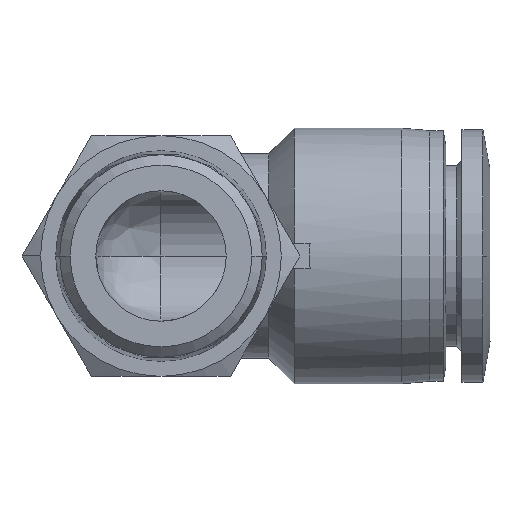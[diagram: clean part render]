
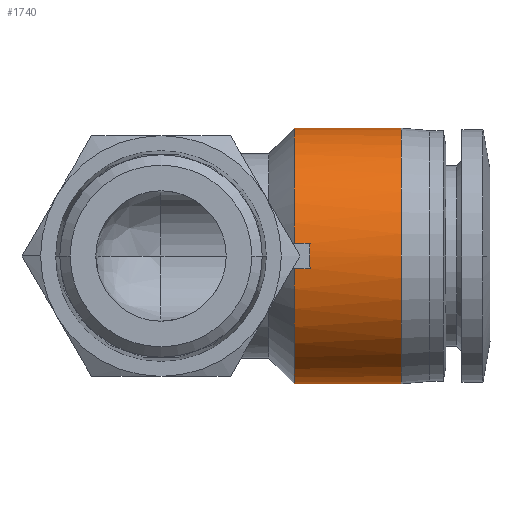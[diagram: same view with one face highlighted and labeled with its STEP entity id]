
A CAD part, front view. The second image highlights one B-rep face of the part: STEP entity #1740.
In plain terms, the highlighted cylindrical face has radius 12.75 mm (diameter 25.5 mm), a partial arc.
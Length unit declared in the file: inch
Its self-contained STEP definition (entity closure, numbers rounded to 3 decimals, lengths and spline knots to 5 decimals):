
#14 = DIRECTION ( 'NONE',  ( 0., 1., 0. ) ) ;
#21 = DIRECTION ( 'NONE',  ( -1., 0., 0. ) ) ;
#52 = EDGE_CURVE ( 'NONE', #1328, #3100, #300, .T. ) ;
#54 = CIRCLE ( 'NONE', #1427, 0.50197 ) ;
#105 = DIRECTION ( 'NONE',  ( -1., 0., 0. ) ) ;
#185 = AXIS2_PLACEMENT_3D ( 'NONE', #1787, #105, #2080 ) ;
#245 = CARTESIAN_POINT ( 'NONE',  ( 0.5851, 0.47683, 0.04921 ) ) ;
#246 = CARTESIAN_POINT ( 'NONE',  ( 0.52362, 0.97638, 0. ) ) ;
#263 = VECTOR ( 'NONE', #2185, 39.37008 ) ;
#300 = LINE ( 'NONE', #2208, #263 ) ;
#371 = CYLINDRICAL_SURFACE ( 'NONE', #3463, 0.50197 ) ;
#460 = CARTESIAN_POINT ( 'NONE',  ( 0.52362, 0.47683, 0.04921 ) ) ;
#501 = CARTESIAN_POINT ( 'NONE',  ( 0.94262, 0.97638, -0.50197 ) ) ;
#522 = VECTOR ( 'NONE', #1989, 39.37008 ) ;
#628 = EDGE_CURVE ( 'NONE', #3204, #2188, #3120, .T. ) ;
#642 = CARTESIAN_POINT ( 'NONE',  ( 0.52362, 0.97638, -0.50197 ) ) ;
#676 =( BOUNDED_CURVE ( )  B_SPLINE_CURVE ( 3, ( #1606, #3259, #3271, #1591 ),
 .UNSPECIFIED., .F., .T. ) 
 B_SPLINE_CURVE_WITH_KNOTS ( ( 4, 4 ),
 ( 3.0434, 3.23979 ),
 .UNSPECIFIED. ) 
 CURVE ( )  GEOMETRIC_REPRESENTATION_ITEM ( )  RATIONAL_B_SPLINE_CURVE ( ( 1., 0.997, 0.997, 1. ) ) 
 REPRESENTATION_ITEM ( '' )  );
#727 = ORIENTED_EDGE ( 'NONE', *, *, #2697, .T. ) ;
#1096 = ORIENTED_EDGE ( 'NONE', *, *, #628, .F. ) ;
#1328 = VERTEX_POINT ( 'NONE', #642 ) ;
#1427 = AXIS2_PLACEMENT_3D ( 'NONE', #3076, #3066, #3041 ) ;
#1484 = EDGE_CURVE ( 'NONE', #1328, #1501, #54, .T. ) ;
#1501 = VERTEX_POINT ( 'NONE', #2606 ) ;
#1591 = CARTESIAN_POINT ( 'NONE',  ( 0.5851, 0.47683, 0.04921 ) ) ;
#1606 = CARTESIAN_POINT ( 'NONE',  ( 0.5851, 0.47683, -0.04921 ) ) ;
#1693 = EDGE_CURVE ( 'NONE', #3017, #3204, #2524, .T. ) ;
#1699 = CARTESIAN_POINT ( 'NONE',  ( 0.48056, 0.47683, -0.04921 ) ) ;
#1740 = ADVANCED_FACE ( 'NONE', ( #2617 ), #371, .T. ) ;
#1742 = ORIENTED_EDGE ( 'NONE', *, *, #1484, .F. ) ;
#1787 = CARTESIAN_POINT ( 'NONE',  ( 0.94262, 0.97638, 0. ) ) ;
#1806 = EDGE_CURVE ( 'NONE', #1858, #1860, #676, .T. ) ;
#1858 = VERTEX_POINT ( 'NONE', #1955 ) ;
#1860 = VERTEX_POINT ( 'NONE', #245 ) ;
#1947 = EDGE_CURVE ( 'NONE', #1858, #1501, #2220, .T. ) ;
#1955 = CARTESIAN_POINT ( 'NONE',  ( 0.5851, 0.47683, -0.04921 ) ) ;
#1989 = DIRECTION ( 'NONE',  ( 1., 0., 0. ) ) ;
#2067 = LINE ( 'NONE', #3097, #522 ) ;
#2080 = DIRECTION ( 'NONE',  ( 0., 0., -1. ) ) ;
#2087 = CARTESIAN_POINT ( 'NONE',  ( 0.52362, 0.97638, 0.50197 ) ) ;
#2124 = AXIS2_PLACEMENT_3D ( 'NONE', #246, #21, #14 ) ;
#2131 = DIRECTION ( 'NONE',  ( 1., 0., 0. ) ) ;
#2139 = VECTOR ( 'NONE', #2850, 39.37008 ) ;
#2185 = DIRECTION ( 'NONE',  ( 1., 0., 0. ) ) ;
#2186 = DIRECTION ( 'NONE',  ( 0., 0., -1. ) ) ;
#2188 = VERTEX_POINT ( 'NONE', #3488 ) ;
#2208 = CARTESIAN_POINT ( 'NONE',  ( 0.73312, 0.97638, -0.50197 ) ) ;
#2220 = LINE ( 'NONE', #1699, #2139 ) ;
#2267 = ORIENTED_EDGE ( 'NONE', *, *, #3536, .T. ) ;
#2406 = CIRCLE ( 'NONE', #185, 0.50197 ) ;
#2479 = DIRECTION ( 'NONE',  ( 1., 0., 0. ) ) ;
#2524 = CIRCLE ( 'NONE', #2124, 0.50197 ) ;
#2606 = CARTESIAN_POINT ( 'NONE',  ( 0.52362, 0.47683, -0.04921 ) ) ;
#2617 = FACE_OUTER_BOUND ( 'NONE', #2728, .T. ) ;
#2670 = ORIENTED_EDGE ( 'NONE', *, *, #52, .T. ) ;
#2673 = CARTESIAN_POINT ( 'NONE',  ( 0.73312, 0.97638, 0.50197 ) ) ;
#2697 = EDGE_CURVE ( 'NONE', #3100, #2188, #2406, .T. ) ;
#2722 = ORIENTED_EDGE ( 'NONE', *, *, #1806, .F. ) ;
#2728 = EDGE_LOOP ( 'NONE', ( #1096, #3310, #2267, #2722, #3331, #1742, #2670, #727 ) ) ;
#2850 = DIRECTION ( 'NONE',  ( -1., 0., 0. ) ) ;
#3017 = VERTEX_POINT ( 'NONE', #460 ) ;
#3041 = DIRECTION ( 'NONE',  ( 0., 1., 0. ) ) ;
#3066 = DIRECTION ( 'NONE',  ( -1., 0., 0. ) ) ;
#3076 = CARTESIAN_POINT ( 'NONE',  ( 0.52362, 0.97638, 0. ) ) ;
#3097 = CARTESIAN_POINT ( 'NONE',  ( 0.73312, 0.47683, 0.04921 ) ) ;
#3100 = VERTEX_POINT ( 'NONE', #501 ) ;
#3120 = LINE ( 'NONE', #2673, #3198 ) ;
#3198 = VECTOR ( 'NONE', #2131, 39.37008 ) ;
#3204 = VERTEX_POINT ( 'NONE', #2087 ) ;
#3226 = CARTESIAN_POINT ( 'NONE',  ( 0.73312, 0.97638, 0. ) ) ;
#3259 = CARTESIAN_POINT ( 'NONE',  ( 0.58187, 0.4736, -0.01646 ) ) ;
#3271 = CARTESIAN_POINT ( 'NONE',  ( 0.58187, 0.4736, 0.01646 ) ) ;
#3310 = ORIENTED_EDGE ( 'NONE', *, *, #1693, .F. ) ;
#3331 = ORIENTED_EDGE ( 'NONE', *, *, #1947, .T. ) ;
#3463 = AXIS2_PLACEMENT_3D ( 'NONE', #3226, #2479, #2186 ) ;
#3488 = CARTESIAN_POINT ( 'NONE',  ( 0.94262, 0.97638, 0.50197 ) ) ;
#3536 = EDGE_CURVE ( 'NONE', #3017, #1860, #2067, .T. ) ;
